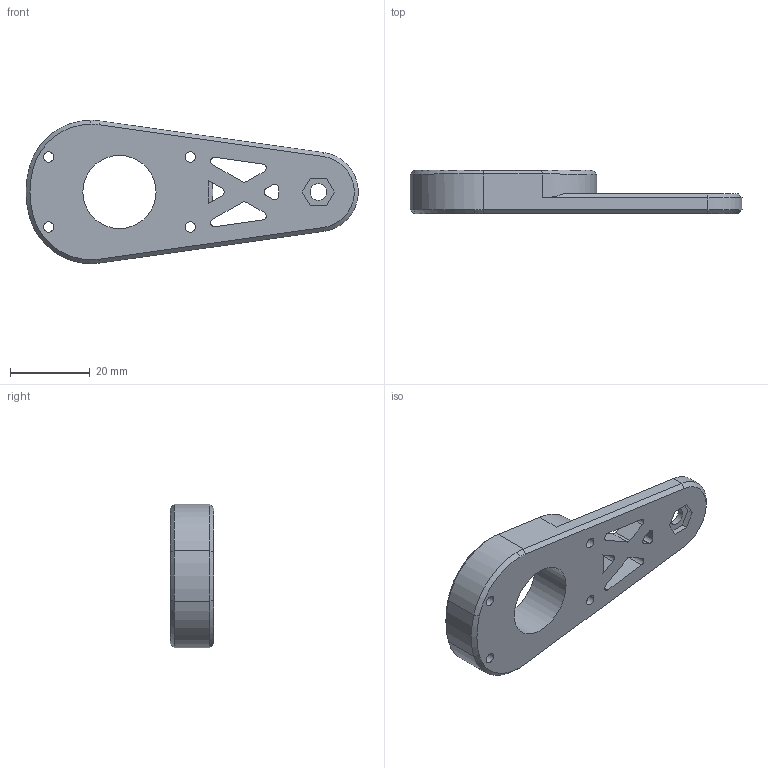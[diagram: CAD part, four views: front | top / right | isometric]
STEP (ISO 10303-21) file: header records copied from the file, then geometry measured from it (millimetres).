
FILE_DESCRIPTION(('HOOPS Exchange Step'),'2;1');
FILE_NAME('temp_export','2025-03-28T15:43:03+08:00',('吴桂斌'),('Shapr3D Limited'),'HOOPS Exchange 2024.8','Shapr3D','Authorized');
FILE_SCHEMA( ('AP242_MANAGED_MODEL_BASED_3D_ENGINEERING_MIM_LF {1 0 10303 442 1 1 4}') );
Length unit declared in the file: millimetre
Products named in the file (2): 大腿X4.STEP; root
Assembly tree (1 placements, depth 2):
  root
    大腿X4.STEP
Bounding box: 83.46 x 11 x 36.06 mm (x, y, z)
Volume: 15265.7 mm3; surface area: 6766 mm2
Topology: 1 solids, 1 shells, 70 faces, 187 edges, 120 vertices
Faces by surface type: plane 29, cylinder 28, cone 13
Full cylindrical faces by diameter (mm): 2.6 x4, 4.2 x1, 10.2 x1, 18.4 x1
Entity records: 2299 total; most frequent: DIRECTION 404, CARTESIAN_POINT 396, ORIENTED_EDGE 374, EDGE_CURVE 187, AXIS2_PLACEMENT_3D 148, VERTEX_POINT 120, VECTOR 108, LINE 108
